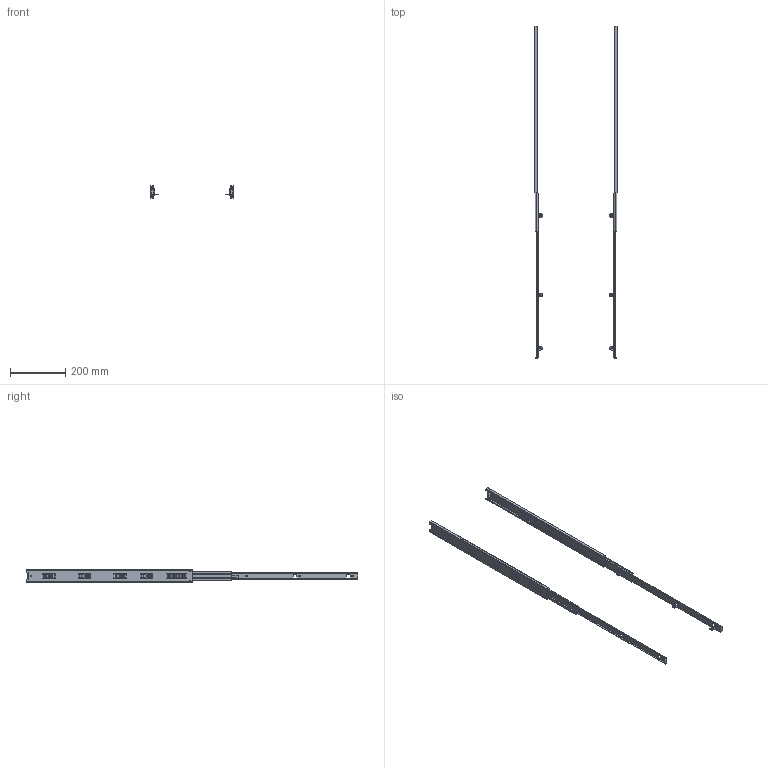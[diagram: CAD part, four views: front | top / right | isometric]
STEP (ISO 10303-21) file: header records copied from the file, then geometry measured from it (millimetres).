
FILE_DESCRIPTION(('CATIA V5 STEP Exchange'),'2;1');
FILE_NAME('4 part assembly.stp','2021-06-12T14:39:58+00:00',('none'),('none'),'CATIA Version 5 Release 21 GA (IN-10)','CATIA V5 STEP AP203','none');
FILE_SCHEMA(('CONFIG_CONTROL_DESIGN'));
Length unit declared in the file: millimetre
Products named in the file (1): 4 part assembly
Assembly tree (4 placements, depth 2):
  4 part assembly
    #58
    #9979
    #15293
    #25226
Bounding box: 300 x 1200.25 x 45.72 mm (x, y, z)
Volume: 281380.4 mm3; surface area: 386030 mm2
Topology: 6 solids, 6 shells, 760 faces, 2172 edges, 1426 vertices
Faces by surface type: plane 406, cylinder 310, cone 44
Entity records: 30565 total; most frequent: CARTESIAN_POINT 11150, ORIENTED_EDGE 4344, DIRECTION 3285, EDGE_CURVE 2172, VECTOR 1452, LINE 1452, VERTEX_POINT 1426, AXIS2_PLACEMENT_3D 1065
